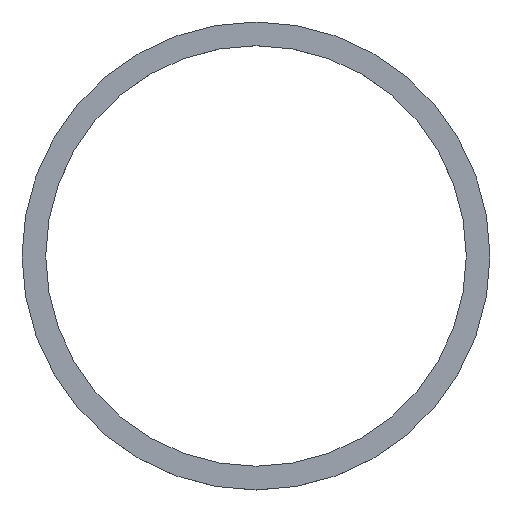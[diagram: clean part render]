
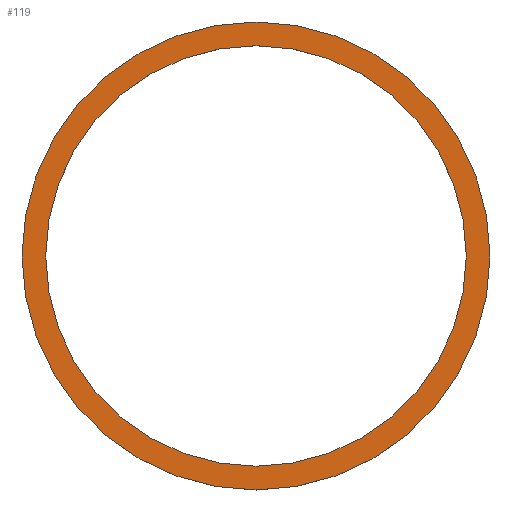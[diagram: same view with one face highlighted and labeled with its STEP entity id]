
A CAD part, top view. The second image highlights one B-rep face of the part: STEP entity #119.
In plain terms, the highlighted planar face has unit normal (0, 0, 1).
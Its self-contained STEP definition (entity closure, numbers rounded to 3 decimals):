
#38=FACE_BOUND('',#53,.T.);
#43=FACE_OUTER_BOUND('',#52,.T.);
#52=EDGE_LOOP('',(#95));
#53=EDGE_LOOP('',(#96));
#63=CIRCLE('',#146,39.9);
#64=CIRCLE('',#148,44.4);
#71=VERTEX_POINT('',#215);
#72=VERTEX_POINT('',#219);
#79=EDGE_CURVE('',#71,#71,#63,.T.);
#81=EDGE_CURVE('',#72,#72,#64,.T.);
#95=ORIENTED_EDGE('',*,*,#81,.F.);
#96=ORIENTED_EDGE('',*,*,#79,.T.);
#114=PLANE('',#147);
#119=ADVANCED_FACE('',(#43,#38),#114,.T.);
#146=AXIS2_PLACEMENT_3D('',#216,#174,#175);
#147=AXIS2_PLACEMENT_3D('',#218,#177,#178);
#148=AXIS2_PLACEMENT_3D('',#220,#179,#180);
#174=DIRECTION('center_axis',(0.,0.,-1.));
#175=DIRECTION('ref_axis',(1.,0.,0.));
#177=DIRECTION('center_axis',(0.,0.,1.));
#178=DIRECTION('ref_axis',(1.,0.,0.));
#179=DIRECTION('center_axis',(0.,0.,-1.));
#180=DIRECTION('ref_axis',(1.,0.,0.));
#215=CARTESIAN_POINT('',(39.9,0.,157.895));
#216=CARTESIAN_POINT('Origin',(0.,0.,157.895));
#218=CARTESIAN_POINT('Origin',(-44.4,0.,157.895));
#219=CARTESIAN_POINT('',(44.4,0.,157.895));
#220=CARTESIAN_POINT('Origin',(0.,0.,157.895));
